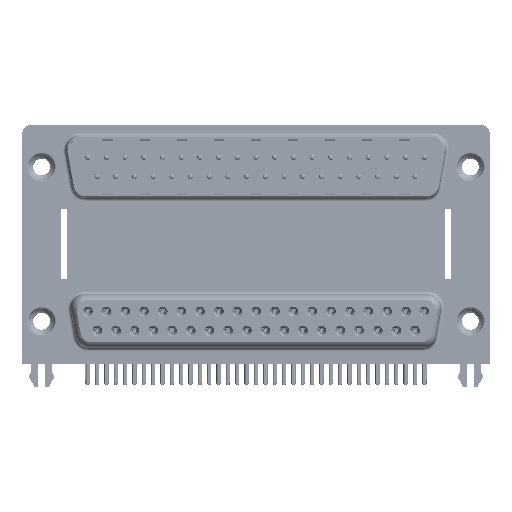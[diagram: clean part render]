
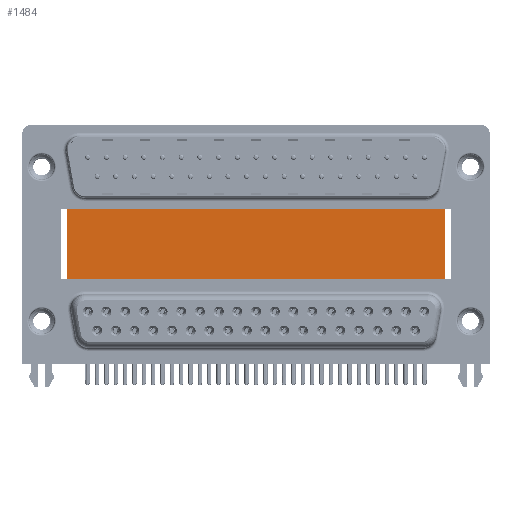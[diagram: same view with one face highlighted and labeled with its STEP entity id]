
A CAD part, top view. The second image highlights one B-rep face of the part: STEP entity #1484.
In plain terms, the highlighted planar face has unit normal (0, 0, 1).
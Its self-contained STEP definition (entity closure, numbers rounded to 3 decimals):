
#448 = CARTESIAN_POINT ( 'NONE',  ( 3.79, -3.735, -12. ) ) ;
#1484 = ADVANCED_FACE ( 'NONE', ( #10820 ), #21388, .F. ) ;
#1603 = CARTESIAN_POINT ( 'NONE',  ( 59.71, 16.585, -12. ) ) ;
#2451 = ORIENTED_EDGE ( 'NONE', *, *, #32610, .F. ) ;
#3097 = EDGE_CURVE ( 'NONE', #16101, #7052, #28324, .T. ) ;
#4297 = CARTESIAN_POINT ( 'NONE',  ( 59.71, -3.735, -12. ) ) ;
#6828 = DIRECTION ( 'NONE',  ( 0., -1., 0. ) ) ;
#7052 = VERTEX_POINT ( 'NONE', #4297 ) ;
#8467 = CARTESIAN_POINT ( 'NONE',  ( 3.79, 16.585, -12. ) ) ;
#9044 = VECTOR ( 'NONE', #6828, 1000. ) ;
#9182 = EDGE_CURVE ( 'NONE', #58446, #7052, #65713, .T. ) ;
#10820 = FACE_OUTER_BOUND ( 'NONE', #28154, .T. ) ;
#11433 = CARTESIAN_POINT ( 'NONE',  ( 59.71, 16.585, -12. ) ) ;
#14587 = ORIENTED_EDGE ( 'NONE', *, *, #24763, .T. ) ;
#16101 = VERTEX_POINT ( 'NONE', #1603 ) ;
#17516 = CARTESIAN_POINT ( 'NONE',  ( 3.79, -3.735, -12. ) ) ;
#21388 = PLANE ( 'NONE',  #41552 ) ;
#24763 = EDGE_CURVE ( 'NONE', #26324, #58446, #30640, .T. ) ;
#26061 = DIRECTION ( 'NONE',  ( 0., -1., 0. ) ) ;
#26322 = CARTESIAN_POINT ( 'NONE',  ( 3.79, 16.585, -12. ) ) ;
#26324 = VERTEX_POINT ( 'NONE', #64239 ) ;
#28061 = LINE ( 'NONE', #49513, #67941 ) ;
#28154 = EDGE_LOOP ( 'NONE', ( #55375, #65809, #2451, #14587 ) ) ;
#28324 = LINE ( 'NONE', #11433, #9044 ) ;
#30640 = LINE ( 'NONE', #8467, #47961 ) ;
#32610 = EDGE_CURVE ( 'NONE', #26324, #16101, #28061, .T. ) ;
#41552 = AXIS2_PLACEMENT_3D ( 'NONE', #26322, #48468, #47788 ) ;
#45299 = DIRECTION ( 'NONE',  ( 1., 0., 0. ) ) ;
#46014 = DIRECTION ( 'NONE',  ( 1., 0., 0. ) ) ;
#47788 = DIRECTION ( 'NONE',  ( -1., 0., 0. ) ) ;
#47961 = VECTOR ( 'NONE', #26061, 1000. ) ;
#48468 = DIRECTION ( 'NONE',  ( 0., 0., -1. ) ) ;
#49513 = CARTESIAN_POINT ( 'NONE',  ( 3.79, 16.585, -12. ) ) ;
#55375 = ORIENTED_EDGE ( 'NONE', *, *, #9182, .T. ) ;
#58446 = VERTEX_POINT ( 'NONE', #448 ) ;
#64239 = CARTESIAN_POINT ( 'NONE',  ( 3.79, 16.585, -12. ) ) ;
#64748 = VECTOR ( 'NONE', #46014, 1000. ) ;
#65713 = LINE ( 'NONE', #17516, #64748 ) ;
#65809 = ORIENTED_EDGE ( 'NONE', *, *, #3097, .F. ) ;
#67941 = VECTOR ( 'NONE', #45299, 1000. ) ;
